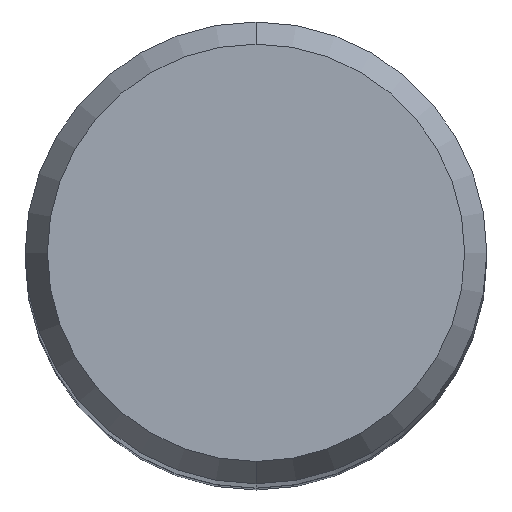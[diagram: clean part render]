
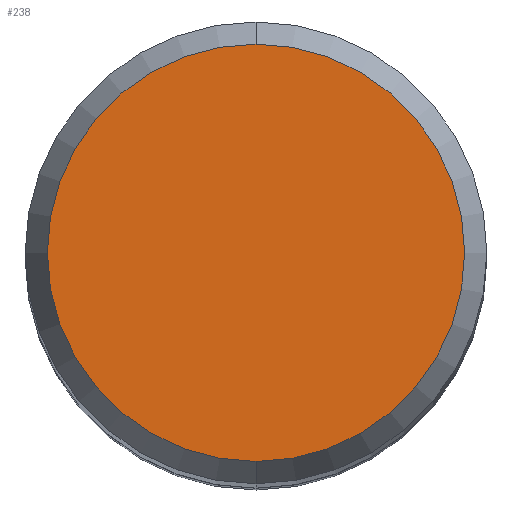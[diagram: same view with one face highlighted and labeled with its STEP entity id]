
A CAD part, top view. The second image highlights one B-rep face of the part: STEP entity #238.
In plain terms, the highlighted planar face has unit normal (0, 0, 1).
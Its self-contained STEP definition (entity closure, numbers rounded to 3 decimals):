
#226=EDGE_CURVE('',#282,#340,#561,.T.);
#238=ADVANCED_FACE('',(#575),#576,.T.);
#282=VERTEX_POINT('',#627);
#340=VERTEX_POINT('',#690);
#386=EDGE_CURVE('',#340,#282,#740,.T.);
#561=CIRCLE('',#982,4.304);
#575=FACE_OUTER_BOUND('',#1008,.T.);
#576=PLANE('',#1009);
#627=CARTESIAN_POINT('',(0.0,4.304,0.));
#690=CARTESIAN_POINT('',(0.,-4.304,0.));
#740=CIRCLE('',#1297,4.304);
#982=AXIS2_PLACEMENT_3D('',#1628,#1629,#1630);
#1008=EDGE_LOOP('',(#1654,#1655));
#1009=AXIS2_PLACEMENT_3D('',#1656,#1657,#1658);
#1297=AXIS2_PLACEMENT_3D('',#1822,#1823,#1824);
#1628=CARTESIAN_POINT('',(0.0,0.0,0.));
#1629=DIRECTION('',(0.0,0.0,-1.0));
#1630=DIRECTION('',(0.0,1.0,0.0));
#1654=ORIENTED_EDGE('',*,*,#226,.F.);
#1655=ORIENTED_EDGE('',*,*,#386,.F.);
#1656=CARTESIAN_POINT('',(0.0,2.152,0.));
#1657=DIRECTION('',(-0.0,0.0,1.0));
#1658=DIRECTION('',(0.0,-1.0,0.0));
#1822=CARTESIAN_POINT('',(0.0,0.0,0.));
#1823=DIRECTION('',(0.0,0.0,-1.0));
#1824=DIRECTION('',(0.0,1.0,0.0));
